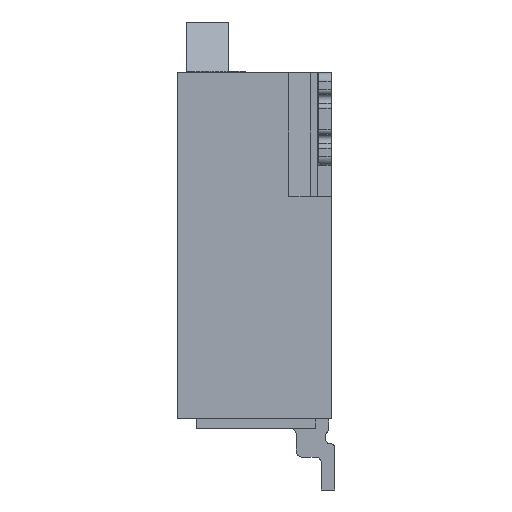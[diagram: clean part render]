
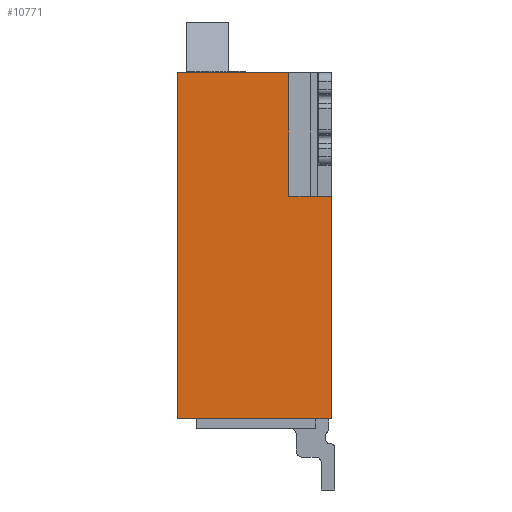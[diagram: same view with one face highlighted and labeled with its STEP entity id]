
A CAD part, left-side view. The second image highlights one B-rep face of the part: STEP entity #10771.
In plain terms, the highlighted planar face has unit normal (-1, 0, 0).
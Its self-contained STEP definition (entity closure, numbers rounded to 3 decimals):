
#135 = ORIENTED_EDGE ( 'NONE', *, *, #4023, .T. ) ;
#172 = LINE ( 'NONE', #1877, #11328 ) ;
#448 = DIRECTION ( 'NONE',  ( 0., 1., 0. ) ) ;
#598 = LINE ( 'NONE', #13463, #15342 ) ;
#615 = EDGE_CURVE ( 'NONE', #14245, #13390, #1522, .T. ) ;
#1522 = LINE ( 'NONE', #4700, #17210 ) ;
#1656 = EDGE_CURVE ( 'NONE', #22363, #20369, #6882, .T. ) ;
#1877 = CARTESIAN_POINT ( 'NONE',  ( 40.8, 56.195, 3.6 ) ) ;
#2764 = CARTESIAN_POINT ( 'NONE',  ( 40.8, 56.195, 5.6 ) ) ;
#2877 = DIRECTION ( 'NONE',  ( 0., 1., 0. ) ) ;
#3997 = VECTOR ( 'NONE', #18908, 1000. ) ;
#4023 = EDGE_CURVE ( 'NONE', #14269, #13373, #16114, .T. ) ;
#4700 = CARTESIAN_POINT ( 'NONE',  ( 40.8, 55.5, 3.6 ) ) ;
#5604 = ORIENTED_EDGE ( 'NONE', *, *, #13243, .T. ) ;
#5691 = CARTESIAN_POINT ( 'NONE',  ( 40.8, 56.195, 5.6 ) ) ;
#6590 = VECTOR ( 'NONE', #448, 1000. ) ;
#6882 = LINE ( 'NONE', #18042, #10376 ) ;
#8815 = DIRECTION ( 'NONE',  ( 0., -1., 0. ) ) ;
#9270 = DIRECTION ( 'NONE',  ( 0., 0., 1. ) ) ;
#9905 = EDGE_CURVE ( 'NONE', #13373, #22363, #598, .T. ) ;
#10376 = VECTOR ( 'NONE', #8815, 1000. ) ;
#10771 = ADVANCED_FACE ( 'NONE', ( #13416 ), #20790, .F. ) ;
#11328 = VECTOR ( 'NONE', #9270, 1000. ) ;
#11516 = CARTESIAN_POINT ( 'NONE',  ( 40.8, 55.5, 0. ) ) ;
#13207 = LINE ( 'NONE', #11516, #3997 ) ;
#13243 = EDGE_CURVE ( 'NONE', #13390, #14269, #172, .T. ) ;
#13373 = VERTEX_POINT ( 'NONE', #17369 ) ;
#13390 = VERTEX_POINT ( 'NONE', #22578 ) ;
#13416 = FACE_OUTER_BOUND ( 'NONE', #21883, .T. ) ;
#13463 = CARTESIAN_POINT ( 'NONE',  ( 40.8, 58., 5.6 ) ) ;
#14168 = EDGE_CURVE ( 'NONE', #20369, #14245, #13207, .T. ) ;
#14245 = VERTEX_POINT ( 'NONE', #22987 ) ;
#14269 = VERTEX_POINT ( 'NONE', #2764 ) ;
#15342 = VECTOR ( 'NONE', #22312, 1000. ) ;
#16114 = LINE ( 'NONE', #5691, #6590 ) ;
#16565 = ORIENTED_EDGE ( 'NONE', *, *, #1656, .T. ) ;
#16575 = CARTESIAN_POINT ( 'NONE',  ( 40.8, 56.75, 2.8 ) ) ;
#16695 = DIRECTION ( 'NONE',  ( 0., 1., 0. ) ) ;
#17210 = VECTOR ( 'NONE', #2877, 1000. ) ;
#17369 = CARTESIAN_POINT ( 'NONE',  ( 40.8, 58., 5.6 ) ) ;
#18042 = CARTESIAN_POINT ( 'NONE',  ( 40.8, 58., 0. ) ) ;
#18908 = DIRECTION ( 'NONE',  ( 0., 0., 1. ) ) ;
#19239 = ORIENTED_EDGE ( 'NONE', *, *, #9905, .T. ) ;
#19560 = ORIENTED_EDGE ( 'NONE', *, *, #14168, .T. ) ;
#20369 = VERTEX_POINT ( 'NONE', #22181 ) ;
#20790 = PLANE ( 'NONE',  #23418 ) ;
#21883 = EDGE_LOOP ( 'NONE', ( #135, #19239, #16565, #19560, #23412, #5604 ) ) ;
#22181 = CARTESIAN_POINT ( 'NONE',  ( 40.8, 55.5, 0. ) ) ;
#22312 = DIRECTION ( 'NONE',  ( 0., 0., -1. ) ) ;
#22363 = VERTEX_POINT ( 'NONE', #23108 ) ;
#22483 = DIRECTION ( 'NONE',  ( 1., 0., 0. ) ) ;
#22578 = CARTESIAN_POINT ( 'NONE',  ( 40.8, 56.195, 3.6 ) ) ;
#22987 = CARTESIAN_POINT ( 'NONE',  ( 40.8, 55.5, 3.6 ) ) ;
#23108 = CARTESIAN_POINT ( 'NONE',  ( 40.8, 58., 0. ) ) ;
#23412 = ORIENTED_EDGE ( 'NONE', *, *, #615, .T. ) ;
#23418 = AXIS2_PLACEMENT_3D ( 'NONE', #16575, #22483, #16695 ) ;
